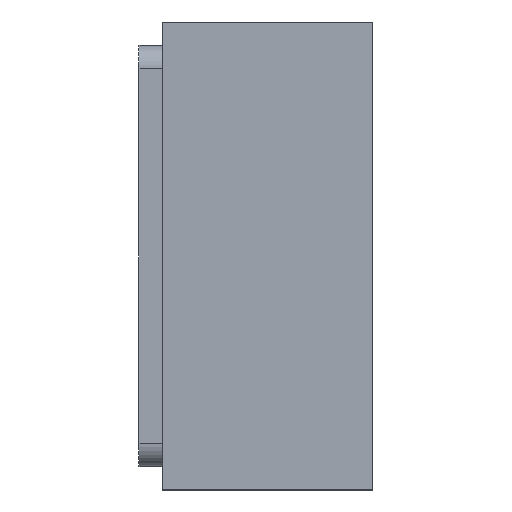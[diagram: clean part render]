
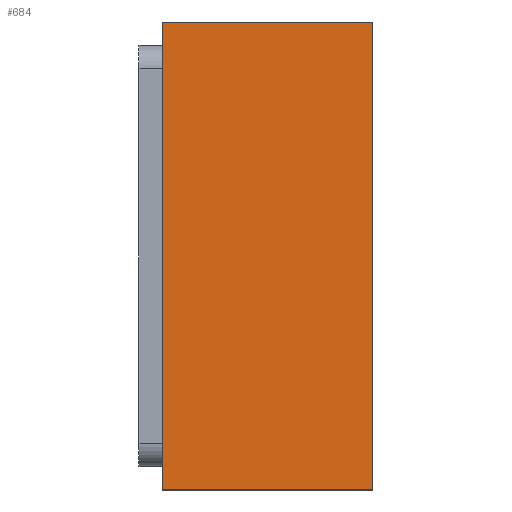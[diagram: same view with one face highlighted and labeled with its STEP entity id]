
A CAD part, left-side view. The second image highlights one B-rep face of the part: STEP entity #684.
In plain terms, the highlighted planar face has unit normal (-1, 0, 0).
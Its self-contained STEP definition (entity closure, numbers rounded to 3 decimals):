
#42 = DIRECTION ( 'NONE',  ( 0., -1., 0. ) ) ;
#49 = CARTESIAN_POINT ( 'NONE',  ( -0.8, 0.45, -0.5 ) ) ;
#111 = LINE ( 'NONE', #49, #831 ) ;
#152 = EDGE_CURVE ( 'NONE', #602, #518, #531, .T. ) ;
#192 = DIRECTION ( 'NONE',  ( 0., 0., 1. ) ) ;
#303 = VECTOR ( 'NONE', #42, 1000. ) ;
#316 = CARTESIAN_POINT ( 'NONE',  ( -0.8, 0.45, -0.5 ) ) ;
#358 = VECTOR ( 'NONE', #397, 1000. ) ;
#366 = CARTESIAN_POINT ( 'NONE',  ( -0.8, 0.45, 0.5 ) ) ;
#397 = DIRECTION ( 'NONE',  ( 0., 0., 1. ) ) ;
#399 = LINE ( 'NONE', #1099, #433 ) ;
#433 = VECTOR ( 'NONE', #192, 1000. ) ;
#460 = LINE ( 'NONE', #504, #303 ) ;
#463 = PLANE ( 'NONE',  #892 ) ;
#467 = DIRECTION ( 'NONE',  ( 1., 0., 0. ) ) ;
#485 = EDGE_CURVE ( 'NONE', #1037, #602, #111, .T. ) ;
#504 = CARTESIAN_POINT ( 'NONE',  ( -0.8, 0.45, 0.5 ) ) ;
#518 = VERTEX_POINT ( 'NONE', #620 ) ;
#531 = LINE ( 'NONE', #835, #358 ) ;
#547 = ORIENTED_EDGE ( 'NONE', *, *, #773, .F. ) ;
#550 = ORIENTED_EDGE ( 'NONE', *, *, #485, .T. ) ;
#602 = VERTEX_POINT ( 'NONE', #625 ) ;
#620 = CARTESIAN_POINT ( 'NONE',  ( -0.8, 0., 0.5 ) ) ;
#625 = CARTESIAN_POINT ( 'NONE',  ( -0.8, 0., -0.5 ) ) ;
#649 = DIRECTION ( 'NONE',  ( 0., 0., -1. ) ) ;
#653 = ORIENTED_EDGE ( 'NONE', *, *, #1001, .F. ) ;
#684 = ADVANCED_FACE ( 'NONE', ( #1089 ), #463, .F. ) ;
#773 = EDGE_CURVE ( 'NONE', #1037, #1108, #399, .T. ) ;
#831 = VECTOR ( 'NONE', #1152, 1000. ) ;
#835 = CARTESIAN_POINT ( 'NONE',  ( -0.8, 0., 0.5 ) ) ;
#866 = ORIENTED_EDGE ( 'NONE', *, *, #152, .T. ) ;
#882 = CARTESIAN_POINT ( 'NONE',  ( -0.8, 0.45, 0.5 ) ) ;
#892 = AXIS2_PLACEMENT_3D ( 'NONE', #366, #467, #649 ) ;
#937 = EDGE_LOOP ( 'NONE', ( #866, #653, #547, #550 ) ) ;
#1001 = EDGE_CURVE ( 'NONE', #1108, #518, #460, .T. ) ;
#1037 = VERTEX_POINT ( 'NONE', #316 ) ;
#1089 = FACE_OUTER_BOUND ( 'NONE', #937, .T. ) ;
#1099 = CARTESIAN_POINT ( 'NONE',  ( -0.8, 0.45, 0.5 ) ) ;
#1108 = VERTEX_POINT ( 'NONE', #882 ) ;
#1152 = DIRECTION ( 'NONE',  ( 0., -1., 0. ) ) ;
